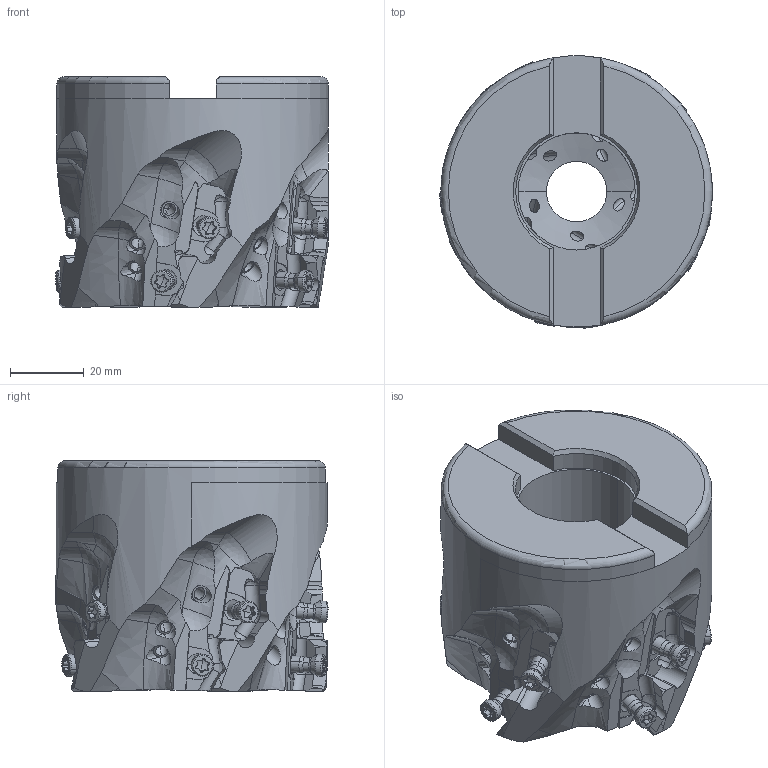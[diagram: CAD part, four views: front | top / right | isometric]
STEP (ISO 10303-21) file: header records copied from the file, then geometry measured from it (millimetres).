
FILE_DESCRIPTION((''),'2;1');
FILE_NAME('VFX6UR0305DA12_ASM','2021-08-26T15:54:23',('tlyw01'),('PTC Japan'),'CREO PARAMETRIC BY PTC INC, 2018500','CREO PARAMETRIC BY PTC INC, 2018500','');
FILE_SCHEMA(('AUTOMOTIVE_DESIGN { 1 0 10303 214 1 1 1 1 }'));
Products named in the file (12): VFX6UR0305DA12_1; VFX6UR0305DA12_2; VFX6UR0305DA12_3; VFX6UR0305DA12_4; VFX6UR0305DA12_5; VFX6UR0305DA12_6; VFX6UR0305DA12_7; VFX6UR0305DA12_8; VFX6UR0305DA12_9; VFX6UR0305DA12_10; VFX6UR0305DA12_11; VFX6UR0305DA12_ASM
Assembly tree (11 placements, depth 2):
  VFX6UR0305DA12_ASM
    VFX6UR0305DA12_1
    VFX6UR0305DA12_2
    VFX6UR0305DA12_3
    VFX6UR0305DA12_4
    VFX6UR0305DA12_5
    VFX6UR0305DA12_6
    VFX6UR0305DA12_7
    VFX6UR0305DA12_8
    VFX6UR0305DA12_9
    VFX6UR0305DA12_10
    VFX6UR0305DA12_11
Bounding box: 73.84 x 73.68 x 62.5 mm (x, y, z)
Volume: 168026.9 mm3; surface area: 35210.4 mm2
Topology: 11 solids, 11 shells, 1089 faces, 2992 edges, 1911 vertices
Faces by surface type: cylinder 457, plane 278, cone 149, bspline 70, sphere 55, extrusion 45, torus 35
Entity records: 57820 total; most frequent: CARTESIAN_POINT 22440, ORIENTED_EDGE 5904, DIRECTION 4656, PRESENTATION_STYLE_ASSIGNMENT 2976, STYLED_ITEM 2976, CURVE_STYLE 2965, EDGE_CURVE 2952, VERTEX_POINT 1911
